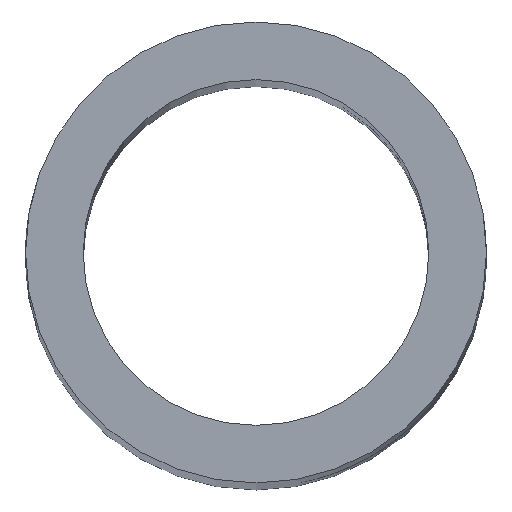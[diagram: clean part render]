
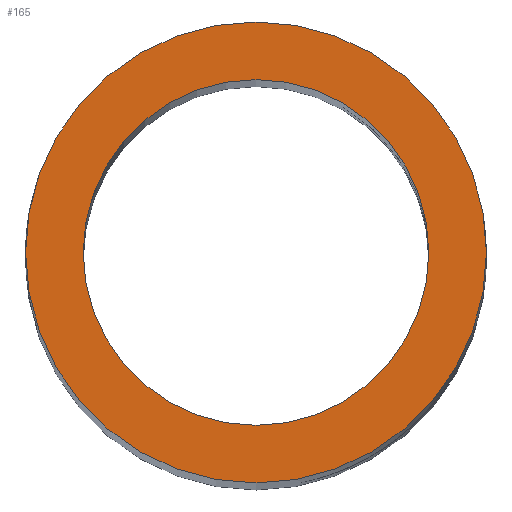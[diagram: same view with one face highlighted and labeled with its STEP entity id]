
A CAD part, top view. The second image highlights one B-rep face of the part: STEP entity #165.
In plain terms, the highlighted planar face has unit normal (0, 0, 1).
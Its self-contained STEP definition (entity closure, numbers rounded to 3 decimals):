
#33=FACE_BOUND('',#53,.T.);
#35=PLANE('',#194);
#42=FACE_OUTER_BOUND('',#52,.T.);
#52=EDGE_LOOP('',(#156));
#53=EDGE_LOOP('',(#157));
#71=CIRCLE('',#186,3.);
#72=CIRCLE('',#193,4.);
#76=VERTEX_POINT('',#245);
#88=VERTEX_POINT('',#388);
#93=EDGE_CURVE('',#76,#76,#71,.F.);
#109=EDGE_CURVE('',#88,#88,#72,.F.);
#156=ORIENTED_EDGE('',*,*,#109,.F.);
#157=ORIENTED_EDGE('',*,*,#93,.F.);
#165=ADVANCED_FACE('',(#42,#33),#35,.T.);
#186=AXIS2_PLACEMENT_3D('',#246,#210,#211);
#193=AXIS2_PLACEMENT_3D('',#389,#228,#229);
#194=AXIS2_PLACEMENT_3D('',#392,#232,#233);
#210=DIRECTION('center_axis',(0.,0.,
-1.));
#211=DIRECTION('ref_axis',(1.,0.,0.));
#228=DIRECTION('center_axis',(0.,0.,
1.));
#229=DIRECTION('ref_axis',(1.,0.,0.));
#232=DIRECTION('center_axis',(0.,0.,
1.));
#233=DIRECTION('ref_axis',(1.,0.,0.));
#245=CARTESIAN_POINT('',(77.,-10.,39.));
#246=CARTESIAN_POINT('Origin',(80.,-10.,39.));
#388=CARTESIAN_POINT('',(76.,-10.,39.));
#389=CARTESIAN_POINT('Origin',(80.,-10.,39.));
#392=CARTESIAN_POINT('Origin',(80.,-10.,39.));
